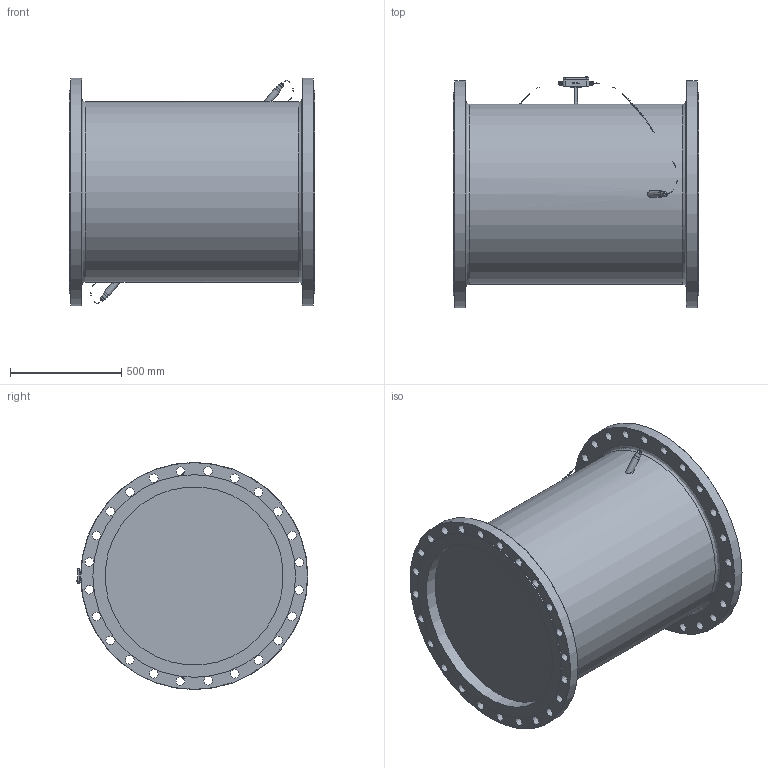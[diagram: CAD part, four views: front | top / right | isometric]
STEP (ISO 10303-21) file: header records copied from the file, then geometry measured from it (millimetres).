
FILE_DESCRIPTION(/* description */ (''),/* implementation_level */ '2;1');
FILE_NAME(/* name */ 'DN800.stp',/* time_stamp */ '2015-07-29T10:53:16+03:00',/* author */ ('ZavodPSI'),/* organization */ (''),/* preprocessor_version */ 'ST-DEVELOPER v15.6',/* originating_system */ 'Autodesk Inventor 2015',/* authorisation */ '');
FILE_SCHEMA (('AUTOMOTIVE_DESIGN { 1 0 10303 214 3 1 1 }'));
Length unit declared in the file: millimetre
Products named in the file (1): DN800
Bounding box: 1100 x 1040 x 1020 mm (x, y, z)
Volume: 541414500.4 mm3; surface area: 5815652.4 mm2
Topology: 20 solids, 20 shells, 645 faces, 1714 edges, 1131 vertices
Faces by surface type: plane 416, cylinder 187, bspline 26, torus 12, cone 4
Full cylindrical faces by diameter (mm): 2 x1, 4 x3, 6 x2, 12 x2, 14 x2, 21 x2, 23 x2, 30 x2, 39 x48, 800 x2, 810 x1, 910 x2, 1020 x2
Entity records: 24439 total; most frequent: CARTESIAN_POINT 7643, ORIENTED_EDGE 3264, DIRECTION 3208, EDGE_CURVE 1632, LINE 1176, VECTOR 1176, VERTEX_POINT 1129, AXIS2_PLACEMENT_3D 1016
